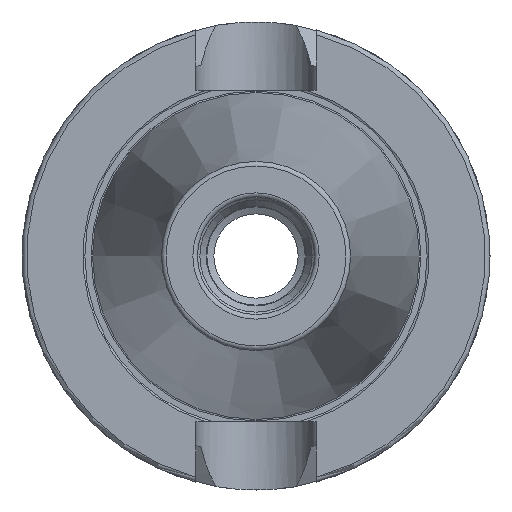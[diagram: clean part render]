
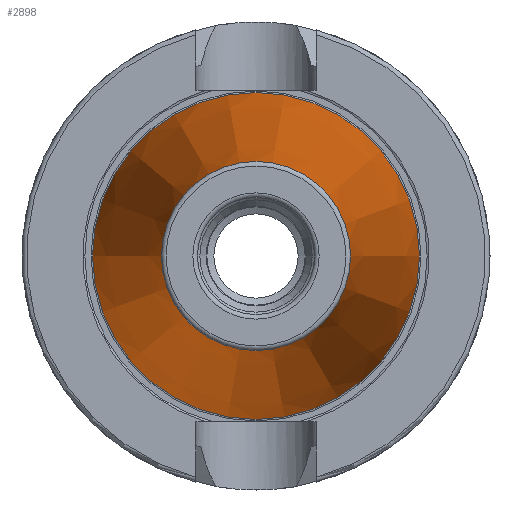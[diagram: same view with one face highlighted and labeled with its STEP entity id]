
A CAD part, left-side view. The second image highlights one B-rep face of the part: STEP entity #2898.
In plain terms, the highlighted conical face has half-angle 8.297 degrees and reference radius 27.564 mm.
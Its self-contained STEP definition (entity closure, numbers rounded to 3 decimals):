
#2864=CARTESIAN_POINT('',(-100.944,20.204,0.0));
#2865=VERTEX_POINT('',#2864);
#2866=CARTESIAN_POINT('',(-100.944,0.0,0.0));
#2867=DIRECTION('',(1.0,0.0,0.0));
#2868=DIRECTION('',(0.0,1.0,0.0));
#2869=AXIS2_PLACEMENT_3D('',#2866,#2867,#2868);
#2870=CIRCLE('',#2869,20.204);
#2871=EDGE_CURVE('',#2865,#2865,#2870,.T.);
#2879=CARTESIAN_POINT('',(-50.472,0.0,0.0));
#2880=DIRECTION('',(1.0,0.0,0.0));
#2881=DIRECTION('',(0.0,1.0,0.0));
#2882=AXIS2_PLACEMENT_3D('',#2879,#2880,#2881);
#2883=CONICAL_SURFACE('',#2882,27.564,8.297);
#2884=CARTESIAN_POINT('',(0.0,34.925,0.0));
#2885=VERTEX_POINT('',#2884);
#2886=CARTESIAN_POINT('',(0.0,0.0,0.0));
#2887=DIRECTION('',(1.0,0.0,0.0));
#2888=DIRECTION('',(0.0,1.0,0.0));
#2889=AXIS2_PLACEMENT_3D('',#2886,#2887,#2888);
#2890=CIRCLE('',#2889,34.925);
#2891=EDGE_CURVE('',#2885,#2885,#2890,.T.);
#2892=ORIENTED_EDGE('',*,*,#2891,.F.);
#2893=EDGE_LOOP('',(#2892));
#2894=FACE_OUTER_BOUND('',#2893,.T.);
#2895=ORIENTED_EDGE('',*,*,#2871,.T.);
#2896=EDGE_LOOP('',(#2895));
#2897=FACE_BOUND('',#2896,.T.);
#2898=ADVANCED_FACE('',(#2894,#2897),#2883,.T.);
